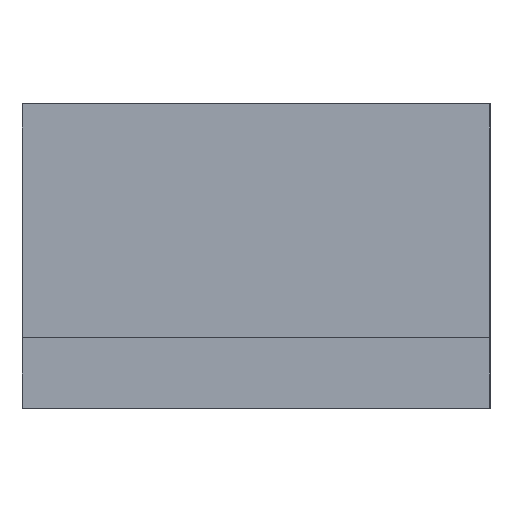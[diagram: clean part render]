
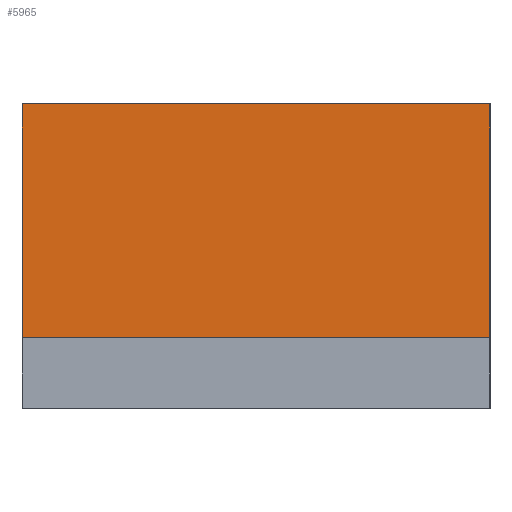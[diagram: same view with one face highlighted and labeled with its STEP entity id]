
A CAD part, left-side view. The second image highlights one B-rep face of the part: STEP entity #5965.
In plain terms, the highlighted planar face has unit normal (-1, 0, 0).
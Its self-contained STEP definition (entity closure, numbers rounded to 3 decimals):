
#381=FACE_OUTER_BOUND('',#706,.T.);
#706=EDGE_LOOP('',(#5115,#5116,#5117,#5118));
#1542=LINE('',#9201,#2364);
#1551=LINE('',#9218,#2373);
#1572=LINE('',#9261,#2394);
#1573=LINE('',#9262,#2395);
#2364=VECTOR('',#7564,10.);
#2373=VECTOR('',#7575,10.);
#2394=VECTOR('',#7612,10.);
#2395=VECTOR('',#7613,10.);
#2927=VERTEX_POINT('',#9198);
#2928=VERTEX_POINT('',#9200);
#2935=VERTEX_POINT('',#9216);
#2949=VERTEX_POINT('',#9260);
#3734=EDGE_CURVE('',#2927,#2928,#1542,.T.);
#3743=EDGE_CURVE('',#2935,#2927,#1551,.T.);
#3764=EDGE_CURVE('',#2949,#2935,#1572,.T.);
#3765=EDGE_CURVE('',#2949,#2928,#1573,.T.);
#5115=ORIENTED_EDGE('',*,*,#3764,.F.);
#5116=ORIENTED_EDGE('',*,*,#3765,.T.);
#5117=ORIENTED_EDGE('',*,*,#3734,.F.);
#5118=ORIENTED_EDGE('',*,*,#3743,.F.);
#5689=PLANE('',#6255);
#5965=ADVANCED_FACE('',(#381),#5689,.T.);
#6255=AXIS2_PLACEMENT_3D('',#9259,#7610,#7611);
#7564=DIRECTION('',(0.,-1.,0.));
#7575=DIRECTION('',(0.,0.,1.));
#7610=DIRECTION('center_axis',(-1.,0.,0.));
#7611=DIRECTION('ref_axis',(0.,-1.,0.));
#7612=DIRECTION('',(0.,1.,0.));
#7613=DIRECTION('',(0.,0.,1.));
#9198=CARTESIAN_POINT('',(4.2,36.8,-200.));
#9200=CARTESIAN_POINT('',(4.2,16.8,-200.));
#9201=CARTESIAN_POINT('',(4.2,16.8,-200.));
#9216=CARTESIAN_POINT('',(4.2,36.8,-210.));
#9218=CARTESIAN_POINT('',(4.2,36.8,-210.));
#9259=CARTESIAN_POINT('Origin',(4.2,36.8,-210.));
#9260=CARTESIAN_POINT('',(4.2,16.8,-210.));
#9261=CARTESIAN_POINT('',(4.2,31.8,-210.));
#9262=CARTESIAN_POINT('',(4.2,16.8,-210.));
